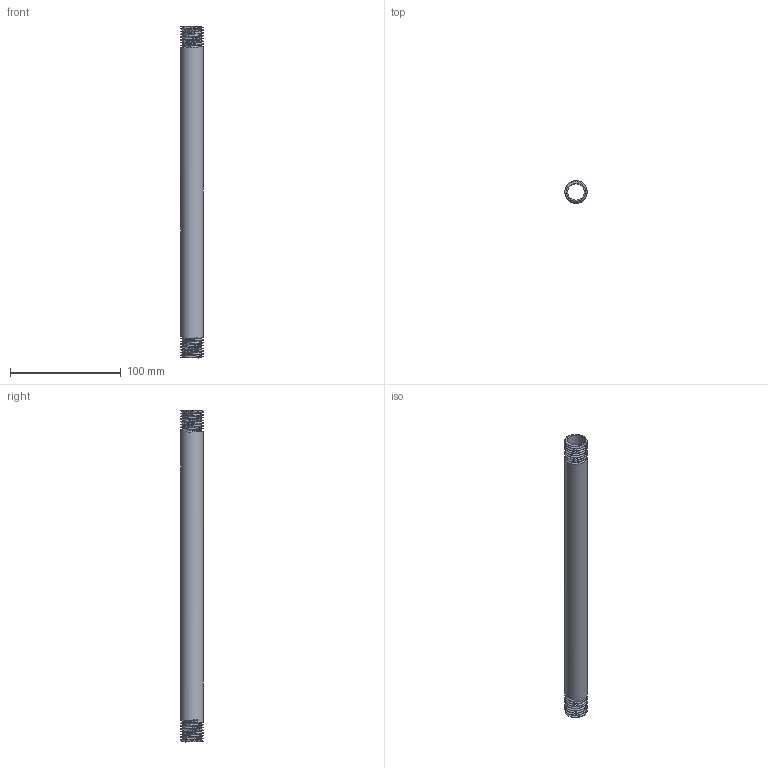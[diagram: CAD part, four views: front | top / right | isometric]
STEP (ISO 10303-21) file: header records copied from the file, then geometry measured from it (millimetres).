
FILE_DESCRIPTION(/* description */ ('CAx-IF Rec.Pracs.---Representation and Presentation of Product Manufacturing Information (PMI)---4.0---2014-10-13','CAx-IF Rec.Pracs.---3D Tessellated Geometry---0.4---2014-09-14','2;1'),/* implementation_level */ '2;1');
FILE_NAME(/* name */ 'M_Crank_Arm_and_Handle',/* time_stamp */ '2024-04-10T09:55:56+02:00',/* author */ ('Philippe COLBACH'),/* organization */ ('ETH Zurich'),/* preprocessor_version */ 'ST-DEVELOPER v18.1',/* originating_system */ 'SIEMENS PLM Software NX 1988',/* authorisation */ $);
FILE_SCHEMA (('AP203_CONFIGURATION_CONTROLLED_3D_DESIGN_OF_MECHANICAL_PARTS_AND_ASSEMBLIES_MIM_LF { 1 0 10303 203 3 1 4 }','AUTOMOTIVE_DESIGN { 1 0 10303 214 3 1 1 }','AP242_MANAGED_MODEL_BASED_3D_ENGINEERING_MIM_LF { 1 0 10303 442 3 1 4 }'));
Length unit declared in the file: millimetre
Products named in the file (1): M_Crank_Arm_and_Handle
Bounding box: 20 x 20 x 300 mm (x, y, z)
Volume: 39480.9 mm3; surface area: 34401.8 mm2
Topology: 1 solids, 1 shells, 27 faces, 74 edges, 49 vertices
Faces by surface type: cylinder 19, plane 4, bspline 4
Full cylindrical faces by diameter (mm): 15 x1, 20 x15
Entity records: 3292 total; most frequent: CARTESIAN_POINT 2927, DIRECTION 66, ORIENTED_EDGE 52, AXIS2_PLACEMENT_3D 31, EDGE_CURVE 26, VERTEX_POINT 18, B_SPLINE_CURVE_WITH_KNOTS 16, EDGE_LOOP 16
